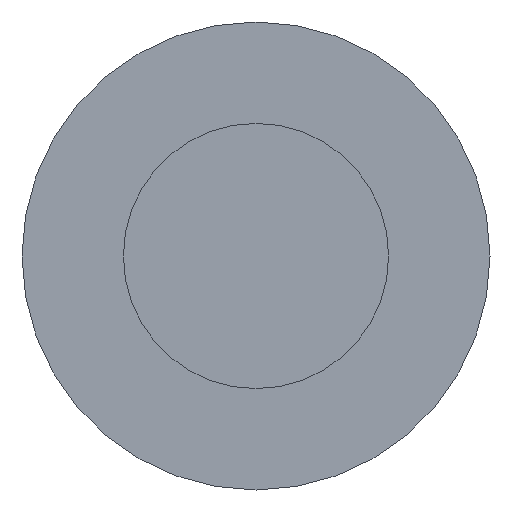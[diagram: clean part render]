
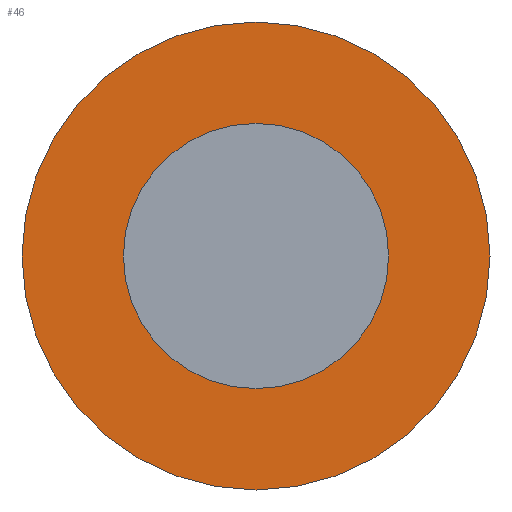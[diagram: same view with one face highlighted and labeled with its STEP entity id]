
A CAD part, front view. The second image highlights one B-rep face of the part: STEP entity #46.
In plain terms, the highlighted planar face has unit normal (0, -1, 0).
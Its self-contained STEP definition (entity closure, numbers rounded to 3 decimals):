
#20 = CIRCLE ( 'NONE', #286, 3.4 ) ;
#46 = ADVANCED_FACE ( 'NONE', ( #67, #89 ), #147, .T. ) ;
#50 = CARTESIAN_POINT ( 'NONE',  ( 0., 25., 0. ) ) ;
#67 = FACE_OUTER_BOUND ( 'NONE', #172, .T. ) ;
#75 = DIRECTION ( 'NONE',  ( 0., -1., 0. ) ) ;
#85 = DIRECTION ( 'NONE',  ( 0., -1., 0. ) ) ;
#89 = FACE_BOUND ( 'NONE', #204, .T. ) ;
#94 = CARTESIAN_POINT ( 'NONE',  ( 0., 25., 0. ) ) ;
#106 = ORIENTED_EDGE ( 'NONE', *, *, #166, .T. ) ;
#114 = VERTEX_POINT ( 'NONE', #306 ) ;
#120 = DIRECTION ( 'NONE',  ( 0., 0., -1. ) ) ;
#134 = CIRCLE ( 'NONE', #216, 6. ) ;
#142 = DIRECTION ( 'NONE',  ( 0., 0., -1. ) ) ;
#147 = PLANE ( 'NONE',  #199 ) ;
#162 = AXIS2_PLACEMENT_3D ( 'NONE', #267, #173, #120 ) ;
#166 = EDGE_CURVE ( 'NONE', #280, #290, #134, .T. ) ;
#172 = EDGE_LOOP ( 'NONE', ( #106, #249 ) ) ;
#173 = DIRECTION ( 'NONE',  ( 0., -1., 0. ) ) ;
#176 = CARTESIAN_POINT ( 'NONE',  ( 0., 25., 3.4 ) ) ;
#199 = AXIS2_PLACEMENT_3D ( 'NONE', #378, #243, #328 ) ;
#200 = DIRECTION ( 'NONE',  ( 0., -1., 0. ) ) ;
#204 = EDGE_LOOP ( 'NONE', ( #260, #373 ) ) ;
#216 = AXIS2_PLACEMENT_3D ( 'NONE', #335, #75, #363 ) ;
#234 = EDGE_CURVE ( 'NONE', #290, #280, #317, .T. ) ;
#243 = DIRECTION ( 'NONE',  ( 0., -1., 0. ) ) ;
#249 = ORIENTED_EDGE ( 'NONE', *, *, #234, .T. ) ;
#260 = ORIENTED_EDGE ( 'NONE', *, *, #356, .F. ) ;
#267 = CARTESIAN_POINT ( 'NONE',  ( 0., 25., 0. ) ) ;
#280 = VERTEX_POINT ( 'NONE', #372 ) ;
#286 = AXIS2_PLACEMENT_3D ( 'NONE', #94, #85, #142 ) ;
#290 = VERTEX_POINT ( 'NONE', #370 ) ;
#300 = AXIS2_PLACEMENT_3D ( 'NONE', #50, #200, #342 ) ;
#306 = CARTESIAN_POINT ( 'NONE',  ( 0., 25., -3.4 ) ) ;
#317 = CIRCLE ( 'NONE', #300, 6. ) ;
#328 = DIRECTION ( 'NONE',  ( 0., 0., -1. ) ) ;
#331 = CIRCLE ( 'NONE', #162, 3.4 ) ;
#335 = CARTESIAN_POINT ( 'NONE',  ( 0., 25., 0. ) ) ;
#341 = EDGE_CURVE ( 'NONE', #376, #114, #20, .T. ) ;
#342 = DIRECTION ( 'NONE',  ( 0., 0., -1. ) ) ;
#356 = EDGE_CURVE ( 'NONE', #114, #376, #331, .T. ) ;
#363 = DIRECTION ( 'NONE',  ( 0., 0., -1. ) ) ;
#370 = CARTESIAN_POINT ( 'NONE',  ( 0., 25., 6. ) ) ;
#372 = CARTESIAN_POINT ( 'NONE',  ( 0., 25., -6. ) ) ;
#373 = ORIENTED_EDGE ( 'NONE', *, *, #341, .F. ) ;
#376 = VERTEX_POINT ( 'NONE', #176 ) ;
#378 = CARTESIAN_POINT ( 'NONE',  ( 3.4, 25., 0. ) ) ;
